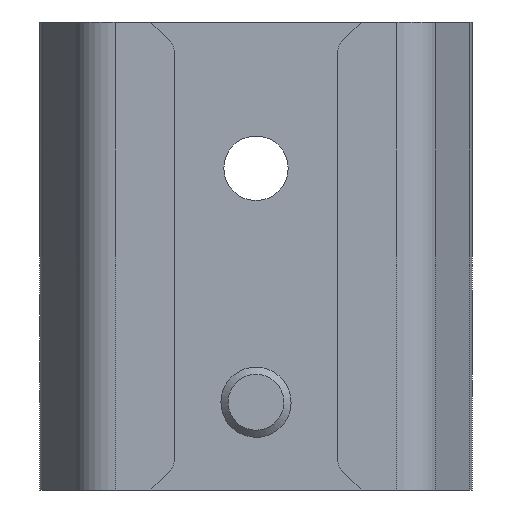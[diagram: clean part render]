
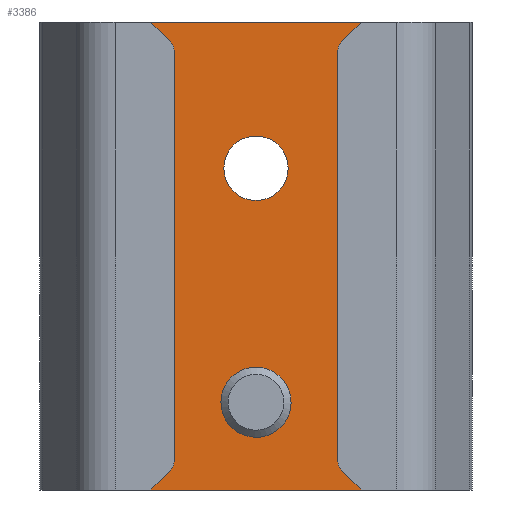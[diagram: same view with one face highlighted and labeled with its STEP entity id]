
A CAD part, front view. The second image highlights one B-rep face of the part: STEP entity #3386.
In plain terms, the highlighted planar face has unit normal (0, -1, 0).
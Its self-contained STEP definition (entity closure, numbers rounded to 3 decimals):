
#223=FACE_BOUND('',#690,.T.);
#224=FACE_BOUND('',#691,.T.);
#308=PLANE('',#3653);
#482=FACE_OUTER_BOUND('',#689,.T.);
#689=EDGE_LOOP('',(#3082,#3083,#3084,#3085));
#690=EDGE_LOOP('',(#3086));
#691=EDGE_LOOP('',(#3087));
#870=LINE('',#4858,#1167);
#881=LINE('',#4902,#1178);
#997=LINE('',#6126,#1294);
#998=LINE('',#6128,#1295);
#1167=VECTOR('',#4086,10.);
#1178=VECTOR('',#4125,10.);
#1294=VECTOR('',#4337,10.);
#1295=VECTOR('',#4340,10.);
#1314=CIRCLE('',#3477,2.459);
#1379=CIRCLE('',#3635,2.75);
#1397=VERTEX_POINT('',#4448);
#1539=VERTEX_POINT('',#4855);
#1540=VERTEX_POINT('',#4857);
#1558=VERTEX_POINT('',#4899);
#1559=VERTEX_POINT('',#4901);
#1694=VERTEX_POINT('',#6093);
#1725=EDGE_CURVE('',#1397,#1397,#1314,.T.);
#1924=EDGE_CURVE('',#1540,#1539,#870,.T.);
#1947=EDGE_CURVE('',#1559,#1558,#881,.T.);
#2153=EDGE_CURVE('',#1694,#1694,#1379,.T.);
#2167=EDGE_CURVE('',#1540,#1558,#997,.T.);
#2168=EDGE_CURVE('',#1559,#1539,#998,.T.);
#3082=ORIENTED_EDGE('',*,*,#2167,.F.);
#3083=ORIENTED_EDGE('',*,*,#1924,.T.);
#3084=ORIENTED_EDGE('',*,*,#2168,.F.);
#3085=ORIENTED_EDGE('',*,*,#1947,.T.);
#3086=ORIENTED_EDGE('',*,*,#1725,.T.);
#3087=ORIENTED_EDGE('',*,*,#2153,.T.);
#3386=ADVANCED_FACE('',(#482,#223,#224),#308,.T.);
#3477=AXIS2_PLACEMENT_3D('',#4450,#3707,#3708);
#3635=AXIS2_PLACEMENT_3D('',#6095,#4288,#4289);
#3653=AXIS2_PLACEMENT_3D('',#6127,#4338,#4339);
#3707=DIRECTION('center_axis',(0.,1.,0.));
#3708=DIRECTION('ref_axis',(1.,0.,0.));
#4086=DIRECTION('',(1.,0.,0.));
#4125=DIRECTION('',(-1.,0.,0.));
#4288=DIRECTION('center_axis',(0.,1.,0.));
#4289=DIRECTION('ref_axis',(1.,0.,0.));
#4337=DIRECTION('',(0.,0.,1.));
#4338=DIRECTION('center_axis',(0.,-1.,0.));
#4339=DIRECTION('ref_axis',(0.,0.,-1.));
#4340=DIRECTION('',(0.,0.,-1.));
#4448=CARTESIAN_POINT('',(-2.459,32.5,-12.5));
#4450=CARTESIAN_POINT('Origin',(0.,32.5,-12.5));
#4855=CARTESIAN_POINT('',(15.,32.5,-20.));
#4857=CARTESIAN_POINT('',(-15.,32.5,-20.));
#4858=CARTESIAN_POINT('',(-16.,32.5,-20.));
#4899=CARTESIAN_POINT('',(-15.,32.5,20.));
#4901=CARTESIAN_POINT('',(15.,32.5,20.));
#4902=CARTESIAN_POINT('',(-16.,32.5,20.));
#6093=CARTESIAN_POINT('',(-2.75,32.5,7.5));
#6095=CARTESIAN_POINT('Origin',(0.,32.5,7.5));
#6126=CARTESIAN_POINT('',(-15.,32.5,0.));
#6127=CARTESIAN_POINT('Origin',(16.,32.5,0.));
#6128=CARTESIAN_POINT('',(15.,32.5,0.));
